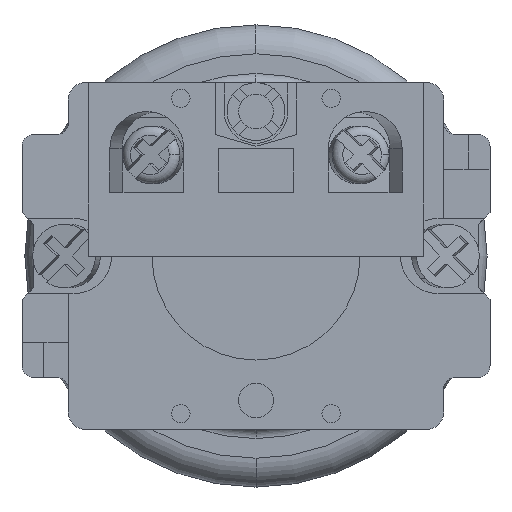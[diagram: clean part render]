
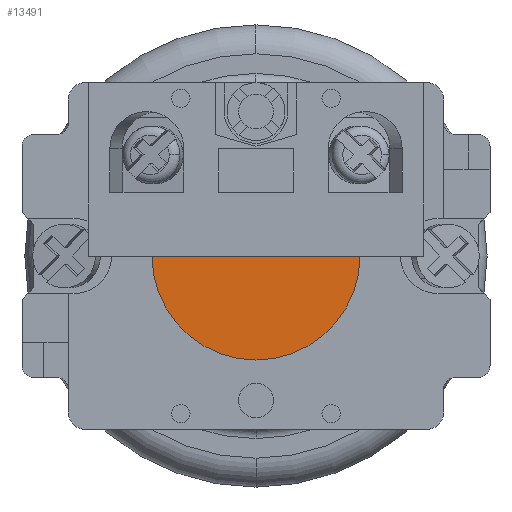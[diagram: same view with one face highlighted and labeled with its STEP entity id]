
A CAD part, front view. The second image highlights one B-rep face of the part: STEP entity #13491.
In plain terms, the highlighted planar face has unit normal (0, -1, 0).
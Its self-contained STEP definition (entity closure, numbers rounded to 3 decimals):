
#889 = ORIENTED_EDGE ( 'NONE', *, *, #8462, .T. ) ;
#1674 = CARTESIAN_POINT ( 'NONE',  ( 0., 6., 0. ) ) ;
#2730 = PLANE ( 'NONE',  #5036 ) ;
#2774 = DIRECTION ( 'NONE',  ( 0., 0., -1. ) ) ;
#3494 = DIRECTION ( 'NONE',  ( 0., -1., 0. ) ) ;
#3777 = CARTESIAN_POINT ( 'NONE',  ( 0., 6., 9. ) ) ;
#3917 = DIRECTION ( 'NONE',  ( 0., 0., -1. ) ) ;
#5024 = CARTESIAN_POINT ( 'NONE',  ( 0., 6., 0. ) ) ;
#5036 = AXIS2_PLACEMENT_3D ( 'NONE', #5024, #10907, #3917 ) ;
#5221 = VERTEX_POINT ( 'NONE', #3777 ) ;
#7612 = AXIS2_PLACEMENT_3D ( 'NONE', #1674, #9722, #2774 ) ;
#8462 = EDGE_CURVE ( 'NONE', #5221, #12918, #9529, .T. ) ;
#9529 = CIRCLE ( 'NONE', #7612, 9. ) ;
#9612 = EDGE_CURVE ( 'NONE', #12918, #5221, #14352, .T. ) ;
#9722 = DIRECTION ( 'NONE',  ( 0., -1., 0. ) ) ;
#10486 = CARTESIAN_POINT ( 'NONE',  ( 0., 6., 0. ) ) ;
#10551 = CARTESIAN_POINT ( 'NONE',  ( 0., 6., -9. ) ) ;
#10868 = AXIS2_PLACEMENT_3D ( 'NONE', #10486, #3494, #11648 ) ;
#10907 = DIRECTION ( 'NONE',  ( 0., -1., 0. ) ) ;
#11648 = DIRECTION ( 'NONE',  ( 0., 0., -1. ) ) ;
#11701 = EDGE_LOOP ( 'NONE', ( #14473, #889 ) ) ;
#12789 = FACE_OUTER_BOUND ( 'NONE', #11701, .T. ) ;
#12918 = VERTEX_POINT ( 'NONE', #10551 ) ;
#13491 = ADVANCED_FACE ( 'NONE', ( #12789 ), #2730, .T. ) ;
#14352 = CIRCLE ( 'NONE', #10868, 9. ) ;
#14473 = ORIENTED_EDGE ( 'NONE', *, *, #9612, .T. ) ;
